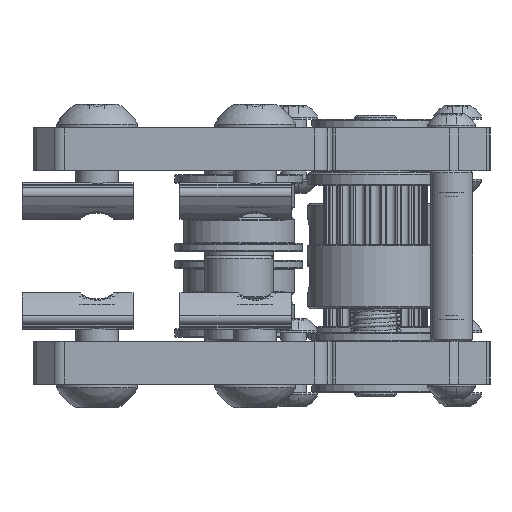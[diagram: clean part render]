
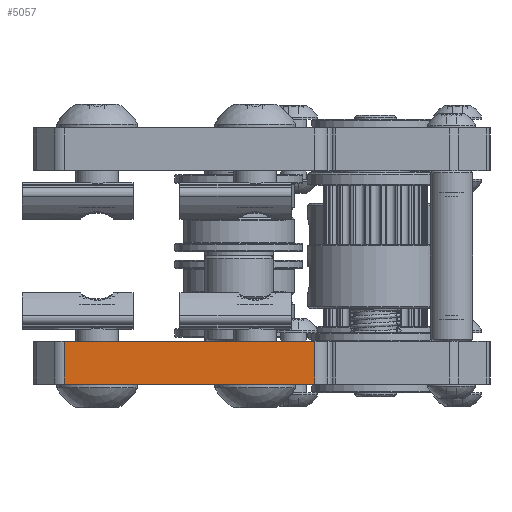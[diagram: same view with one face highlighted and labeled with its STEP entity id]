
A CAD part, left-side view. The second image highlights one B-rep face of the part: STEP entity #5057.
In plain terms, the highlighted face is planar.
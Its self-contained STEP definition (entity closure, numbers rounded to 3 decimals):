
#548=PLANE('',#5585);
#653=FACE_OUTER_BOUND('',#972,.T.);
#972=EDGE_LOOP('',(#3582,#3583,#3584,#3585));
#1303=LINE('',#8123,#1615);
#1329=LINE('',#8241,#1641);
#1337=LINE('',#8270,#1649);
#1341=LINE('',#8279,#1653);
#1615=VECTOR('',#6306,10.);
#1641=VECTOR('',#6402,10.);
#1649=VECTOR('',#6436,10.);
#1653=VECTOR('',#6450,10.);
#2288=VERTEX_POINT('',#8120);
#2289=VERTEX_POINT('',#8122);
#2345=VERTEX_POINT('',#8238);
#2346=VERTEX_POINT('',#8240);
#2749=EDGE_CURVE('',#2288,#2289,#1303,.T.);
#2808=EDGE_CURVE('',#2346,#2345,#1329,.T.);
#2824=EDGE_CURVE('',#2289,#2345,#1337,.T.);
#2828=EDGE_CURVE('',#2346,#2288,#1341,.T.);
#3582=ORIENTED_EDGE('',*,*,#2824,.F.);
#3583=ORIENTED_EDGE('',*,*,#2749,.F.);
#3584=ORIENTED_EDGE('',*,*,#2828,.F.);
#3585=ORIENTED_EDGE('',*,*,#2808,.T.);
#5057=ADVANCED_FACE('',(#653),#548,.T.);
#5585=AXIS2_PLACEMENT_3D('',#8278,#6448,#6449);
#6306=DIRECTION('',(0.,1.,0.));
#6402=DIRECTION('',(0.,1.,0.));
#6436=DIRECTION('',(0.,0.,-1.));
#6448=DIRECTION('center_axis',(1.,0.,0.));
#6449=DIRECTION('ref_axis',(0.,1.,0.));
#6450=DIRECTION('',(0.,0.,1.));
#8120=CARTESIAN_POINT('',(80.,21.5,15.));
#8122=CARTESIAN_POINT('',(80.,50.879,15.));
#8123=CARTESIAN_POINT('',(80.,20.,15.));
#8238=CARTESIAN_POINT('',(80.,50.879,10.));
#8240=CARTESIAN_POINT('',(80.,21.5,10.));
#8241=CARTESIAN_POINT('',(80.,20.,10.));
#8270=CARTESIAN_POINT('',(80.,50.879,10.));
#8278=CARTESIAN_POINT('Origin',(80.,30.,10.));
#8279=CARTESIAN_POINT('',(80.,21.5,10.));
